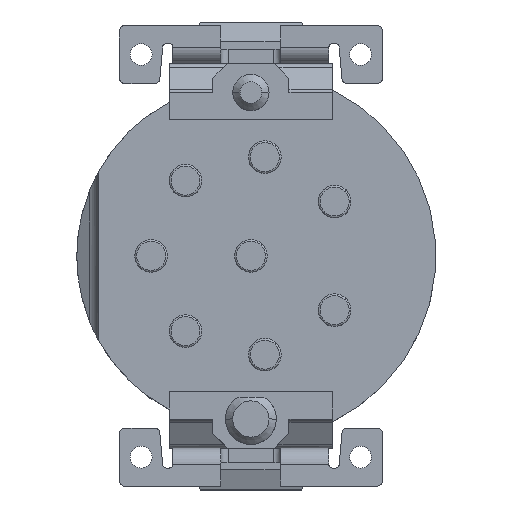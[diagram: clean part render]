
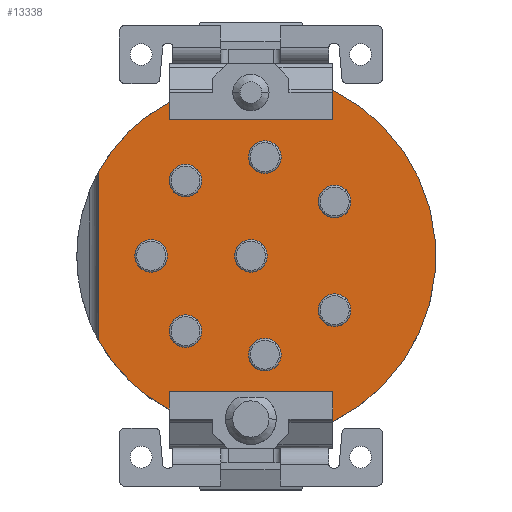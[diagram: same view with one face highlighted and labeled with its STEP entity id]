
A CAD part, top view. The second image highlights one B-rep face of the part: STEP entity #13338.
In plain terms, the highlighted planar face has unit normal (0, 0, 1).
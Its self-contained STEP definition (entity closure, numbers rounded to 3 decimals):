
#13=DIRECTION('',(0.,1.,0.));
#14=VECTOR('',#13,4.648);
#15=CARTESIAN_POINT('',(-4.2,-2.324,-1.2));
#16=LINE('',#15,#14);
#17=DIRECTION('',(0.,-1.,0.));
#18=VECTOR('',#17,0.49);
#19=CARTESIAN_POINT('',(-2.25,4.24,-1.2));
#20=LINE('',#19,#18);
#21=DIRECTION('',(1.,0.,0.));
#22=VECTOR('',#21,4.5);
#23=CARTESIAN_POINT('',(-2.25,3.75,-1.2));
#24=LINE('',#23,#22);
#25=DIRECTION('',(0.,1.,0.));
#26=VECTOR('',#25,0.827);
#27=CARTESIAN_POINT('',(2.25,3.75,-1.2));
#28=LINE('',#27,#26);
#29=DIRECTION('',(0.,1.,0.));
#30=VECTOR('',#29,0.827);
#31=CARTESIAN_POINT('',(2.25,-4.577,-1.2));
#32=LINE('',#31,#30);
#33=DIRECTION('',(-1.,0.,0.));
#34=VECTOR('',#33,4.5);
#35=CARTESIAN_POINT('',(2.25,-3.75,-1.2));
#36=LINE('',#35,#34);
#37=DIRECTION('',(0.,-1.,0.));
#38=VECTOR('',#37,0.49);
#39=CARTESIAN_POINT('',(-2.25,-3.75,-1.2));
#40=LINE('',#39,#38);
#41=CARTESIAN_POINT('',(2.306,-1.498,-1.2));
#42=DIRECTION('',(0.,0.,-1.));
#43=DIRECTION('',(-0.707,-0.707,0.));
#44=AXIS2_PLACEMENT_3D('',#41,#42,#43);
#46=CARTESIAN_POINT('',(2.306,-1.498,-1.2));
#47=DIRECTION('',(0.,0.,-1.));
#48=DIRECTION('',(0.707,0.707,0.));
#49=AXIS2_PLACEMENT_3D('',#46,#47,#48);
#51=CARTESIAN_POINT('',(2.306,1.498,-1.2));
#52=DIRECTION('',(0.,0.,-1.));
#53=DIRECTION('',(-0.707,-0.707,0.));
#54=AXIS2_PLACEMENT_3D('',#51,#52,#53);
#56=CARTESIAN_POINT('',(2.306,1.498,-1.2));
#57=DIRECTION('',(0.,0.,-1.));
#58=DIRECTION('',(0.707,0.707,0.));
#59=AXIS2_PLACEMENT_3D('',#56,#57,#58);
#61=CARTESIAN_POINT('',(0.383,2.723,-1.2));
#62=DIRECTION('',(0.,0.,-1.));
#63=DIRECTION('',(-0.707,-0.707,0.));
#64=AXIS2_PLACEMENT_3D('',#61,#62,#63);
#66=CARTESIAN_POINT('',(0.383,2.723,-1.2));
#67=DIRECTION('',(0.,0.,-1.));
#68=DIRECTION('',(0.707,0.707,0.));
#69=AXIS2_PLACEMENT_3D('',#66,#67,#68);
#71=CARTESIAN_POINT('',(-1.804,2.075,-1.2));
#72=DIRECTION('',(0.,0.,-1.));
#73=DIRECTION('',(-0.707,-0.707,0.));
#74=AXIS2_PLACEMENT_3D('',#71,#72,#73);
#76=CARTESIAN_POINT('',(-1.804,2.075,-1.2));
#77=DIRECTION('',(0.,0.,-1.));
#78=DIRECTION('',(0.707,0.707,0.));
#79=AXIS2_PLACEMENT_3D('',#76,#77,#78);
#81=CARTESIAN_POINT('',(-1.804,-2.075,-1.2));
#82=DIRECTION('',(0.,0.,-1.));
#83=DIRECTION('',(-0.707,-0.707,0.));
#84=AXIS2_PLACEMENT_3D('',#81,#82,#83);
#86=CARTESIAN_POINT('',(-1.804,-2.075,-1.2));
#87=DIRECTION('',(0.,0.,-1.));
#88=DIRECTION('',(0.707,0.707,0.));
#89=AXIS2_PLACEMENT_3D('',#86,#87,#88);
#91=CARTESIAN_POINT('',(-2.75,0.,-1.2));
#92=DIRECTION('',(0.,0.,-1.));
#93=DIRECTION('',(-0.707,-0.707,0.));
#94=AXIS2_PLACEMENT_3D('',#91,#92,#93);
#96=CARTESIAN_POINT('',(-2.75,0.,-1.2));
#97=DIRECTION('',(0.,0.,-1.));
#98=DIRECTION('',(0.707,0.707,0.));
#99=AXIS2_PLACEMENT_3D('',#96,#97,#98);
#101=CARTESIAN_POINT('',(0.383,-2.723,-1.2));
#102=DIRECTION('',(0.,0.,-1.));
#103=DIRECTION('',(-0.707,-0.707,0.));
#104=AXIS2_PLACEMENT_3D('',#101,#102,#103);
#106=CARTESIAN_POINT('',(0.383,-2.723,-1.2));
#107=DIRECTION('',(0.,0.,-1.));
#108=DIRECTION('',(0.707,0.707,0.));
#109=AXIS2_PLACEMENT_3D('',#106,#107,#108);
#111=CARTESIAN_POINT('',(0.,0.,-1.2));
#112=DIRECTION('',(0.,0.,-1.));
#113=DIRECTION('',(-0.707,-0.707,0.));
#114=AXIS2_PLACEMENT_3D('',#111,#112,#113);
#116=CARTESIAN_POINT('',(0.,0.,-1.2));
#117=DIRECTION('',(0.,0.,-1.));
#118=DIRECTION('',(0.707,0.707,0.));
#119=AXIS2_PLACEMENT_3D('',#116,#117,#118);
#129=CARTESIAN_POINT('',(0.,0.,-1.2));
#130=DIRECTION('',(0.,0.,1.));
#131=DIRECTION('',(-0.875,-0.484,0.));
#132=AXIS2_PLACEMENT_3D('',#129,#130,#131);
#203=CARTESIAN_POINT('',(0.,0.,-1.2));
#204=DIRECTION('',(0.,0.,1.));
#205=DIRECTION('',(-0.469,0.883,0.));
#206=AXIS2_PLACEMENT_3D('',#203,#204,#205);
#410=CARTESIAN_POINT('',(0.,0.,-1.2));
#411=DIRECTION('',(0.,0.,1.));
#412=DIRECTION('',(0.441,-0.897,0.));
#413=AXIS2_PLACEMENT_3D('',#410,#411,#412);
#10406=CARTESIAN_POINT('',(2.25,-3.75,-1.2));
#10407=CARTESIAN_POINT('',(-2.25,-3.75,-1.2));
#10408=VERTEX_POINT('',#10406);
#10409=VERTEX_POINT('',#10407);
#10410=CARTESIAN_POINT('',(-2.25,3.75,-1.2));
#10411=CARTESIAN_POINT('',(2.25,3.75,-1.2));
#10412=VERTEX_POINT('',#10410);
#10413=VERTEX_POINT('',#10411);
#10644=CARTESIAN_POINT('',(-2.25,-4.24,-1.2));
#10646=VERTEX_POINT('',#10644);
#10648=CARTESIAN_POINT('',(-2.25,4.24,-1.2));
#10650=VERTEX_POINT('',#10648);
#11878=CARTESIAN_POINT('',(2.25,-4.577,-1.2));
#11880=VERTEX_POINT('',#11878);
#11883=CARTESIAN_POINT('',(2.25,4.577,-1.2));
#11885=VERTEX_POINT('',#11883);
#11887=CARTESIAN_POINT('',(-4.2,-2.324,-1.2));
#11888=CARTESIAN_POINT('',(-4.2,2.324,-1.2));
#11889=VERTEX_POINT('',#11887);
#11890=VERTEX_POINT('',#11888);
#12839=CARTESIAN_POINT('',(2.024,-1.781,-1.2));
#12840=CARTESIAN_POINT('',(2.589,-1.215,-1.2));
#12841=VERTEX_POINT('',#12839);
#12842=VERTEX_POINT('',#12840);
#12895=CARTESIAN_POINT('',(2.024,1.215,-1.2));
#12896=CARTESIAN_POINT('',(2.589,1.781,-1.2));
#12897=VERTEX_POINT('',#12895);
#12898=VERTEX_POINT('',#12896);
#12951=CARTESIAN_POINT('',(0.1,2.44,-1.2));
#12952=CARTESIAN_POINT('',(0.666,3.006,-1.2));
#12953=VERTEX_POINT('',#12951);
#12954=VERTEX_POINT('',#12952);
#13007=CARTESIAN_POINT('',(-2.087,1.793,-1.2));
#13008=CARTESIAN_POINT('',(-1.521,2.358,-1.2));
#13009=VERTEX_POINT('',#13007);
#13010=VERTEX_POINT('',#13008);
#13063=CARTESIAN_POINT('',(-2.087,-2.358,-1.2));
#13064=CARTESIAN_POINT('',(-1.521,-1.793,-1.2));
#13065=VERTEX_POINT('',#13063);
#13066=VERTEX_POINT('',#13064);
#13119=CARTESIAN_POINT('',(-3.033,-0.283,-1.2));
#13120=CARTESIAN_POINT('',(-2.467,0.283,-1.2));
#13121=VERTEX_POINT('',#13119);
#13122=VERTEX_POINT('',#13120);
#13175=CARTESIAN_POINT('',(0.1,-3.006,-1.2));
#13176=CARTESIAN_POINT('',(0.666,-2.44,-1.2));
#13177=VERTEX_POINT('',#13175);
#13178=VERTEX_POINT('',#13176);
#13231=CARTESIAN_POINT('',(-0.283,-0.283,-1.2));
#13232=CARTESIAN_POINT('',(0.283,0.283,-1.2));
#13233=VERTEX_POINT('',#13231);
#13234=VERTEX_POINT('',#13232);
#13263=CARTESIAN_POINT('',(0.,0.,-1.2));
#13264=DIRECTION('',(0.,0.,1.));
#13265=DIRECTION('',(0.,1.,0.));
#13266=AXIS2_PLACEMENT_3D('',#13263,#13264,#13265);
#13267=PLANE('',#13266);
#13269=ORIENTED_EDGE('',*,*,#13268,.T.);
#13271=ORIENTED_EDGE('',*,*,#13270,.F.);
#13273=ORIENTED_EDGE('',*,*,#13272,.T.);
#13275=ORIENTED_EDGE('',*,*,#13274,.T.);
#13277=ORIENTED_EDGE('',*,*,#13276,.T.);
#13279=ORIENTED_EDGE('',*,*,#13278,.F.);
#13281=ORIENTED_EDGE('',*,*,#13280,.T.);
#13283=ORIENTED_EDGE('',*,*,#13282,.T.);
#13285=ORIENTED_EDGE('',*,*,#13284,.T.);
#13287=ORIENTED_EDGE('',*,*,#13286,.F.);
#13288=EDGE_LOOP('',(#13269,#13271,#13273,#13275,#13277,#13279,#13281,#13283,
#13285,#13287));
#13289=FACE_OUTER_BOUND('',#13288,.F.);
#13291=ORIENTED_EDGE('',*,*,#13290,.F.);
#13293=ORIENTED_EDGE('',*,*,#13292,.F.);
#13294=EDGE_LOOP('',(#13291,#13293));
#13295=FACE_BOUND('',#13294,.F.);
#13297=ORIENTED_EDGE('',*,*,#13296,.F.);
#13299=ORIENTED_EDGE('',*,*,#13298,.F.);
#13300=EDGE_LOOP('',(#13297,#13299));
#13301=FACE_BOUND('',#13300,.F.);
#13303=ORIENTED_EDGE('',*,*,#13302,.F.);
#13305=ORIENTED_EDGE('',*,*,#13304,.F.);
#13306=EDGE_LOOP('',(#13303,#13305));
#13307=FACE_BOUND('',#13306,.F.);
#13309=ORIENTED_EDGE('',*,*,#13308,.F.);
#13311=ORIENTED_EDGE('',*,*,#13310,.F.);
#13312=EDGE_LOOP('',(#13309,#13311));
#13313=FACE_BOUND('',#13312,.F.);
#13315=ORIENTED_EDGE('',*,*,#13314,.F.);
#13317=ORIENTED_EDGE('',*,*,#13316,.F.);
#13318=EDGE_LOOP('',(#13315,#13317));
#13319=FACE_BOUND('',#13318,.F.);
#13321=ORIENTED_EDGE('',*,*,#13320,.F.);
#13323=ORIENTED_EDGE('',*,*,#13322,.F.);
#13324=EDGE_LOOP('',(#13321,#13323));
#13325=FACE_BOUND('',#13324,.F.);
#13327=ORIENTED_EDGE('',*,*,#13326,.F.);
#13329=ORIENTED_EDGE('',*,*,#13328,.F.);
#13330=EDGE_LOOP('',(#13327,#13329));
#13331=FACE_BOUND('',#13330,.F.);
#13333=ORIENTED_EDGE('',*,*,#13332,.F.);
#13335=ORIENTED_EDGE('',*,*,#13334,.F.);
#13336=EDGE_LOOP('',(#13333,#13335));
#13337=FACE_BOUND('',#13336,.F.);
#45=CIRCLE('',#44,0.4);
#50=CIRCLE('',#49,0.4);
#55=CIRCLE('',#54,0.4);
#60=CIRCLE('',#59,0.4);
#65=CIRCLE('',#64,0.4);
#70=CIRCLE('',#69,0.4);
#75=CIRCLE('',#74,0.4);
#80=CIRCLE('',#79,0.4);
#85=CIRCLE('',#84,0.4);
#90=CIRCLE('',#89,0.4);
#95=CIRCLE('',#94,0.4);
#100=CIRCLE('',#99,0.4);
#105=CIRCLE('',#104,0.4);
#110=CIRCLE('',#109,0.4);
#115=CIRCLE('',#114,0.4);
#120=CIRCLE('',#119,0.4);
#133=CIRCLE('',#132,4.8);
#207=CIRCLE('',#206,4.8);
#414=CIRCLE('',#413,5.1);
#13268=EDGE_CURVE('',#11889,#11890,#16,.T.);
#13270=EDGE_CURVE('',#10650,#11890,#207,.T.);
#13272=EDGE_CURVE('',#10650,#10412,#20,.T.);
#13274=EDGE_CURVE('',#10412,#10413,#24,.T.);
#13276=EDGE_CURVE('',#10413,#11885,#28,.T.);
#13278=EDGE_CURVE('',#11880,#11885,#414,.T.);
#13280=EDGE_CURVE('',#11880,#10408,#32,.T.);
#13282=EDGE_CURVE('',#10408,#10409,#36,.T.);
#13284=EDGE_CURVE('',#10409,#10646,#40,.T.);
#13286=EDGE_CURVE('',#11889,#10646,#133,.T.);
#13290=EDGE_CURVE('',#12841,#12842,#45,.T.);
#13292=EDGE_CURVE('',#12842,#12841,#50,.T.);
#13296=EDGE_CURVE('',#12897,#12898,#55,.T.);
#13298=EDGE_CURVE('',#12898,#12897,#60,.T.);
#13302=EDGE_CURVE('',#12953,#12954,#65,.T.);
#13304=EDGE_CURVE('',#12954,#12953,#70,.T.);
#13308=EDGE_CURVE('',#13009,#13010,#75,.T.);
#13310=EDGE_CURVE('',#13010,#13009,#80,.T.);
#13314=EDGE_CURVE('',#13065,#13066,#85,.T.);
#13316=EDGE_CURVE('',#13066,#13065,#90,.T.);
#13320=EDGE_CURVE('',#13121,#13122,#95,.T.);
#13322=EDGE_CURVE('',#13122,#13121,#100,.T.);
#13326=EDGE_CURVE('',#13177,#13178,#105,.T.);
#13328=EDGE_CURVE('',#13178,#13177,#110,.T.);
#13332=EDGE_CURVE('',#13233,#13234,#115,.T.);
#13334=EDGE_CURVE('',#13234,#13233,#120,.T.);
#13338=ADVANCED_FACE('',(#13289,#13295,#13301,#13307,#13313,#13319,#13325,
#13331,#13337),#13267,.T.);
